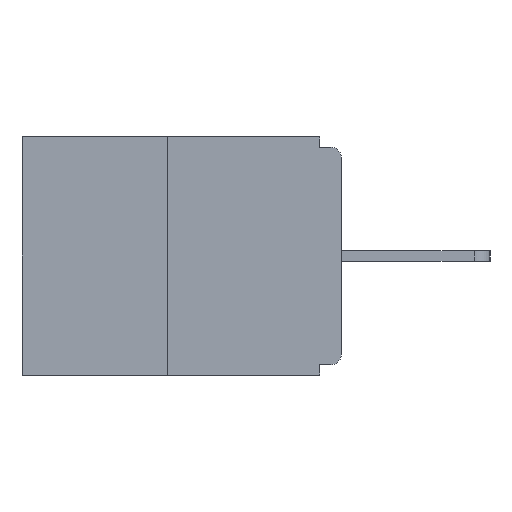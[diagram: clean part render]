
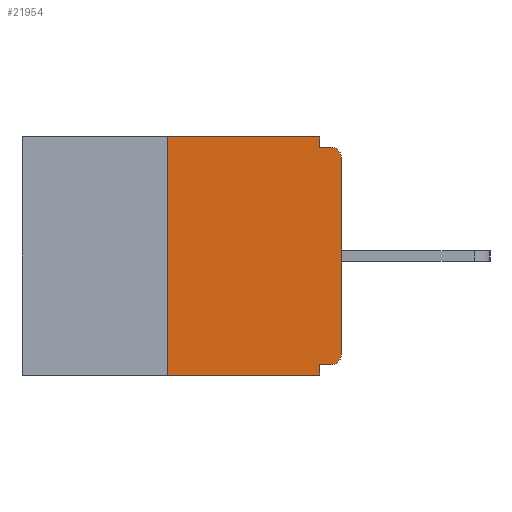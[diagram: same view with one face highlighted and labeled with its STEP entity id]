
A CAD part, left-side view. The second image highlights one B-rep face of the part: STEP entity #21954.
In plain terms, the highlighted planar face has unit normal (-1, 0, 0).
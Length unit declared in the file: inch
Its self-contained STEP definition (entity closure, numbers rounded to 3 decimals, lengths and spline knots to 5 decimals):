
#173 = CARTESIAN_POINT ( 'NONE',  ( 0., 0.031, -0.015 ) ) ;
#362 = CARTESIAN_POINT ( 'NONE',  ( 0., 0.015, -0.313 ) ) ;
#470 = CARTESIAN_POINT ( 'NONE',  ( 0., 0.015, -0.328 ) ) ;
#823 = DIRECTION ( 'NONE',  ( 1., 0., 0. ) ) ;
#837 = DIRECTION ( 'NONE',  ( 0., 0., -1. ) ) ;
#919 = DIRECTION ( 'NONE',  ( -1., 0., 0. ) ) ;
#1475 = ORIENTED_EDGE ( 'NONE', *, *, #18100, .F. ) ;
#1698 = CARTESIAN_POINT ( 'NONE',  ( 0., 0.031, -0.328 ) ) ;
#1787 = VECTOR ( 'NONE', #19174, 39.37008 ) ;
#1987 = EDGE_CURVE ( 'NONE', #8897, #22289, #16971, .T. ) ;
#1995 = VECTOR ( 'NONE', #22710, 39.37008 ) ;
#2090 = VECTOR ( 'NONE', #5648, 39.37008 ) ;
#2333 = ORIENTED_EDGE ( 'NONE', *, *, #4745, .F. ) ;
#2768 = CARTESIAN_POINT ( 'NONE',  ( 0., 0., 0. ) ) ;
#3396 = CARTESIAN_POINT ( 'NONE',  ( 0., 0., -0.015 ) ) ;
#3780 = EDGE_CURVE ( 'NONE', #24796, #16717, #9556, .T. ) ;
#4425 = AXIS2_PLACEMENT_3D ( 'NONE', #23634, #823, #5028 ) ;
#4745 = EDGE_CURVE ( 'NONE', #14155, #24796, #15870, .T. ) ;
#4917 = VECTOR ( 'NONE', #24223, 39.37008 ) ;
#5009 = VERTEX_POINT ( 'NONE', #21978 ) ;
#5028 = DIRECTION ( 'NONE',  ( 0., 0., -1. ) ) ;
#5418 = ORIENTED_EDGE ( 'NONE', *, *, #9299, .F. ) ;
#5648 = DIRECTION ( 'NONE',  ( 0., -1., 0. ) ) ;
#7803 = CARTESIAN_POINT ( 'NONE',  ( 0., 0.031, -0.343 ) ) ;
#7862 = CARTESIAN_POINT ( 'NONE',  ( 0., 0., -0.328 ) ) ;
#8044 = CARTESIAN_POINT ( 'NONE',  ( 0., 0.015, -0.015 ) ) ;
#8417 = DIRECTION ( 'NONE',  ( 0., 0., -1. ) ) ;
#8897 = VERTEX_POINT ( 'NONE', #13843 ) ;
#9155 = LINE ( 'NONE', #10037, #19468 ) ;
#9299 = EDGE_CURVE ( 'NONE', #22289, #22227, #23526, .T. ) ;
#9321 = PLANE ( 'NONE',  #4425 ) ;
#9337 = EDGE_CURVE ( 'NONE', #5009, #8897, #20990, .T. ) ;
#9484 = CARTESIAN_POINT ( 'NONE',  ( 0., 0.46, 0. ) ) ;
#9556 = LINE ( 'NONE', #7803, #26645 ) ;
#10037 = CARTESIAN_POINT ( 'NONE',  ( 0., 0.46, -0.343 ) ) ;
#10570 = VERTEX_POINT ( 'NONE', #8044 ) ;
#10605 = DIRECTION ( 'NONE',  ( -1., 0., 0. ) ) ;
#11191 = CARTESIAN_POINT ( 'NONE',  ( 0., 0., -0.03 ) ) ;
#11872 = ORIENTED_EDGE ( 'NONE', *, *, #17119, .T. ) ;
#12188 = AXIS2_PLACEMENT_3D ( 'NONE', #26003, #919, #837 ) ;
#12572 = ORIENTED_EDGE ( 'NONE', *, *, #17824, .T. ) ;
#13049 = CARTESIAN_POINT ( 'NONE',  ( 0., 0., -0.313 ) ) ;
#13157 = EDGE_CURVE ( 'NONE', #15105, #10570, #13522, .T. ) ;
#13522 = CIRCLE ( 'NONE', #12188, 0.015 ) ;
#13843 = CARTESIAN_POINT ( 'NONE',  ( 0., 0.25, 0. ) ) ;
#14134 = ORIENTED_EDGE ( 'NONE', *, *, #9337, .F. ) ;
#14155 = VERTEX_POINT ( 'NONE', #470 ) ;
#15105 = VERTEX_POINT ( 'NONE', #11191 ) ;
#15436 = EDGE_LOOP ( 'NONE', ( #15983, #14134, #22240, #16024, #2333, #11872, #12572, #25808, #1475, #5418 ) ) ;
#15870 = LINE ( 'NONE', #7862, #4917 ) ;
#15983 = ORIENTED_EDGE ( 'NONE', *, *, #1987, .F. ) ;
#16024 = ORIENTED_EDGE ( 'NONE', *, *, #3780, .F. ) ;
#16717 = VERTEX_POINT ( 'NONE', #17408 ) ;
#16947 = AXIS2_PLACEMENT_3D ( 'NONE', #362, #10605, #8417 ) ;
#16971 = LINE ( 'NONE', #9484, #21778 ) ;
#17085 = CARTESIAN_POINT ( 'NONE',  ( 0., 0.031, 0. ) ) ;
#17119 = EDGE_CURVE ( 'NONE', #14155, #19352, #26251, .T. ) ;
#17243 = LINE ( 'NONE', #2768, #1787 ) ;
#17408 = CARTESIAN_POINT ( 'NONE',  ( 0., 0.031, -0.343 ) ) ;
#17483 = EDGE_CURVE ( 'NONE', #5009, #16717, #9155, .T. ) ;
#17751 = CARTESIAN_POINT ( 'NONE',  ( 0., 0.031, 0. ) ) ;
#17824 = EDGE_CURVE ( 'NONE', #19352, #15105, #17243, .T. ) ;
#18064 = VECTOR ( 'NONE', #22082, 39.37008 ) ;
#18100 = EDGE_CURVE ( 'NONE', #22227, #10570, #25539, .T. ) ;
#18542 = CARTESIAN_POINT ( 'NONE',  ( 0., 0.25, 0. ) ) ;
#19174 = DIRECTION ( 'NONE',  ( 0., 0., 1. ) ) ;
#19352 = VERTEX_POINT ( 'NONE', #13049 ) ;
#19468 = VECTOR ( 'NONE', #24429, 39.37008 ) ;
#20990 = LINE ( 'NONE', #18542, #1995 ) ;
#21385 = FACE_OUTER_BOUND ( 'NONE', #15436, .T. ) ;
#21778 = VECTOR ( 'NONE', #23887, 39.37008 ) ;
#21954 = ADVANCED_FACE ( 'NONE', ( #21385 ), #9321, .F. ) ;
#21978 = CARTESIAN_POINT ( 'NONE',  ( 0., 0.25, -0.343 ) ) ;
#22082 = DIRECTION ( 'NONE',  ( 0., 0., -1. ) ) ;
#22227 = VERTEX_POINT ( 'NONE', #173 ) ;
#22240 = ORIENTED_EDGE ( 'NONE', *, *, #17483, .T. ) ;
#22289 = VERTEX_POINT ( 'NONE', #17085 ) ;
#22710 = DIRECTION ( 'NONE',  ( 0., 0., 1. ) ) ;
#23526 = LINE ( 'NONE', #17751, #18064 ) ;
#23634 = CARTESIAN_POINT ( 'NONE',  ( 0., 0.46, 0. ) ) ;
#23887 = DIRECTION ( 'NONE',  ( 0., -1., 0. ) ) ;
#24223 = DIRECTION ( 'NONE',  ( 0., 1., 0. ) ) ;
#24429 = DIRECTION ( 'NONE',  ( 0., -1., 0. ) ) ;
#24723 = DIRECTION ( 'NONE',  ( 0., 0., -1. ) ) ;
#24796 = VERTEX_POINT ( 'NONE', #1698 ) ;
#25539 = LINE ( 'NONE', #3396, #2090 ) ;
#25808 = ORIENTED_EDGE ( 'NONE', *, *, #13157, .T. ) ;
#26003 = CARTESIAN_POINT ( 'NONE',  ( 0., 0.015, -0.03 ) ) ;
#26251 = CIRCLE ( 'NONE', #16947, 0.015 ) ;
#26645 = VECTOR ( 'NONE', #24723, 39.37008 ) ;
